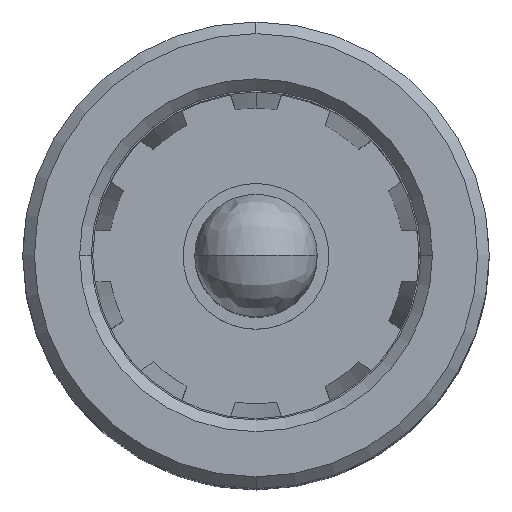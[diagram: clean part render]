
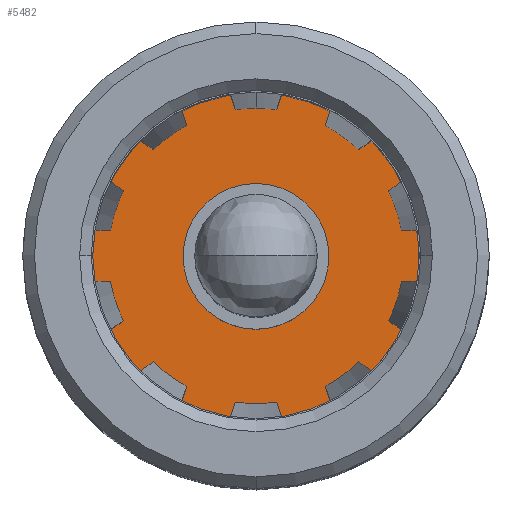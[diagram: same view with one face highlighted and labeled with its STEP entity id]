
A CAD part, top view. The second image highlights one B-rep face of the part: STEP entity #5482.
In plain terms, the highlighted face is planar.
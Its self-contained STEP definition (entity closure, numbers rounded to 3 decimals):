
#126 = DIRECTION ( 'NONE',  ( 0., 0., 1. ) ) ;
#158 = EDGE_CURVE ( 'NONE', #2050, #4766, #2962, .T. ) ;
#257 = EDGE_CURVE ( 'NONE', #2993, #4927, #1587, .T. ) ;
#288 = ORIENTED_EDGE ( 'NONE', *, *, #4674, .T. ) ;
#309 = CIRCLE ( 'NONE', #3826, 3.65 ) ;
#458 = DIRECTION ( 'NONE',  ( 0., 0., 1. ) ) ;
#534 = VECTOR ( 'NONE', #5918, 1000. ) ;
#809 = CARTESIAN_POINT ( 'NONE',  ( 4., 3.5, -5.25 ) ) ;
#932 = DIRECTION ( 'NONE',  ( 0., 0., 1. ) ) ;
#1319 = DIRECTION ( 'NONE',  ( 0., -1., 0. ) ) ;
#1566 = ORIENTED_EDGE ( 'NONE', *, *, #4781, .T. ) ;
#1587 = LINE ( 'NONE', #3108, #534 ) ;
#1607 = DIRECTION ( 'NONE',  ( 0., 0., 1. ) ) ;
#1655 = LINE ( 'NONE', #2666, #2490 ) ;
#1671 = DIRECTION ( 'NONE',  ( 0., 1., 0. ) ) ;
#1696 = CARTESIAN_POINT ( 'NONE',  ( 4., 3.5, -4. ) ) ;
#1727 = VERTEX_POINT ( 'NONE', #3214 ) ;
#1976 = CARTESIAN_POINT ( 'NONE',  ( 4., 3.5, -4. ) ) ;
#1980 = EDGE_CURVE ( 'NONE', #4766, #3355, #309, .T. ) ;
#2041 = ORIENTED_EDGE ( 'NONE', *, *, #257, .T. ) ;
#2050 = VERTEX_POINT ( 'NONE', #5387 ) ;
#2170 = PLANE ( 'NONE',  #2727 ) ;
#2254 = CARTESIAN_POINT ( 'NONE',  ( 4., 3.5, -4. ) ) ;
#2290 = AXIS2_PLACEMENT_3D ( 'NONE', #2514, #4431, #126 ) ;
#2348 = DIRECTION ( 'NONE',  ( 1., 0., 0. ) ) ;
#2377 = DIRECTION ( 'NONE',  ( 0., 1., 0. ) ) ;
#2490 = VECTOR ( 'NONE', #2348, 1000. ) ;
#2495 = AXIS2_PLACEMENT_3D ( 'NONE', #1976, #5361, #2995 ) ;
#2514 = CARTESIAN_POINT ( 'NONE',  ( 4., 3.5, -4. ) ) ;
#2586 = EDGE_CURVE ( 'NONE', #4753, #1727, #6134, .T. ) ;
#2600 = AXIS2_PLACEMENT_3D ( 'NONE', #3653, #1319, #3245 ) ;
#2653 = FACE_BOUND ( 'NONE', #5866, .T. ) ;
#2666 = CARTESIAN_POINT ( 'NONE',  ( 1.636, 3.5, -5.5 ) ) ;
#2681 = CARTESIAN_POINT ( 'NONE',  ( 1.636, 3.5, -5.5 ) ) ;
#2727 = AXIS2_PLACEMENT_3D ( 'NONE', #1696, #1671, #1607 ) ;
#2788 = CARTESIAN_POINT ( 'NONE',  ( 1.636, 3.5, -2.5 ) ) ;
#2869 = ORIENTED_EDGE ( 'NONE', *, *, #2586, .T. ) ;
#2962 = CIRCLE ( 'NONE', #3256, 3.65 ) ;
#2993 = VERTEX_POINT ( 'NONE', #2788 ) ;
#2995 = DIRECTION ( 'NONE',  ( 0., 0., 1. ) ) ;
#3049 = CARTESIAN_POINT ( 'NONE',  ( 0.672, 3.5, -2.5 ) ) ;
#3108 = CARTESIAN_POINT ( 'NONE',  ( 0.672, 3.5, -2.5 ) ) ;
#3214 = CARTESIAN_POINT ( 'NONE',  ( 4., 3.5, -2.75 ) ) ;
#3245 = DIRECTION ( 'NONE',  ( 0., 0., 1. ) ) ;
#3256 = AXIS2_PLACEMENT_3D ( 'NONE', #3827, #5891, #458 ) ;
#3305 = CARTESIAN_POINT ( 'NONE',  ( 0.672, 3.5, -5.5 ) ) ;
#3355 = VERTEX_POINT ( 'NONE', #3305 ) ;
#3476 = ORIENTED_EDGE ( 'NONE', *, *, #4647, .T. ) ;
#3653 = CARTESIAN_POINT ( 'NONE',  ( 4., 3.5, -4. ) ) ;
#3782 = ORIENTED_EDGE ( 'NONE', *, *, #6173, .T. ) ;
#3826 = AXIS2_PLACEMENT_3D ( 'NONE', #2254, #2377, #932 ) ;
#3827 = CARTESIAN_POINT ( 'NONE',  ( 4., 3.5, -4. ) ) ;
#3908 = CIRCLE ( 'NONE', #2495, 2.8 ) ;
#3934 = DIRECTION ( 'NONE',  ( 0., -1., 0. ) ) ;
#4041 = ORIENTED_EDGE ( 'NONE', *, *, #158, .T. ) ;
#4126 = CIRCLE ( 'NONE', #4940, 1.25 ) ;
#4329 = ORIENTED_EDGE ( 'NONE', *, *, #1980, .T. ) ;
#4400 = CARTESIAN_POINT ( 'NONE',  ( 4., 3.5, -4. ) ) ;
#4431 = DIRECTION ( 'NONE',  ( 0., 1., 0. ) ) ;
#4599 = CIRCLE ( 'NONE', #2290, 3.65 ) ;
#4647 = EDGE_CURVE ( 'NONE', #5525, #2993, #3908, .T. ) ;
#4674 = EDGE_CURVE ( 'NONE', #4927, #2050, #4599, .T. ) ;
#4753 = VERTEX_POINT ( 'NONE', #809 ) ;
#4766 = VERTEX_POINT ( 'NONE', #5992 ) ;
#4781 = EDGE_CURVE ( 'NONE', #3355, #5525, #1655, .T. ) ;
#4927 = VERTEX_POINT ( 'NONE', #3049 ) ;
#4940 = AXIS2_PLACEMENT_3D ( 'NONE', #4400, #3934, #5873 ) ;
#5361 = DIRECTION ( 'NONE',  ( 0., 1., 0. ) ) ;
#5387 = CARTESIAN_POINT ( 'NONE',  ( 4., 3.5, -0.35 ) ) ;
#5448 = EDGE_LOOP ( 'NONE', ( #288, #4041, #4329, #1566, #3476, #2041 ) ) ;
#5482 = ADVANCED_FACE ( 'NONE', ( #5910, #2653 ), #2170, .T. ) ;
#5525 = VERTEX_POINT ( 'NONE', #2681 ) ;
#5866 = EDGE_LOOP ( 'NONE', ( #3782, #2869 ) ) ;
#5873 = DIRECTION ( 'NONE',  ( 0., 0., 1. ) ) ;
#5891 = DIRECTION ( 'NONE',  ( 0., 1., 0. ) ) ;
#5910 = FACE_OUTER_BOUND ( 'NONE', #5448, .T. ) ;
#5918 = DIRECTION ( 'NONE',  ( -1., 0., 0. ) ) ;
#5992 = CARTESIAN_POINT ( 'NONE',  ( 4., 3.5, -7.65 ) ) ;
#6134 = CIRCLE ( 'NONE', #2600, 1.25 ) ;
#6173 = EDGE_CURVE ( 'NONE', #1727, #4753, #4126, .T. ) ;
